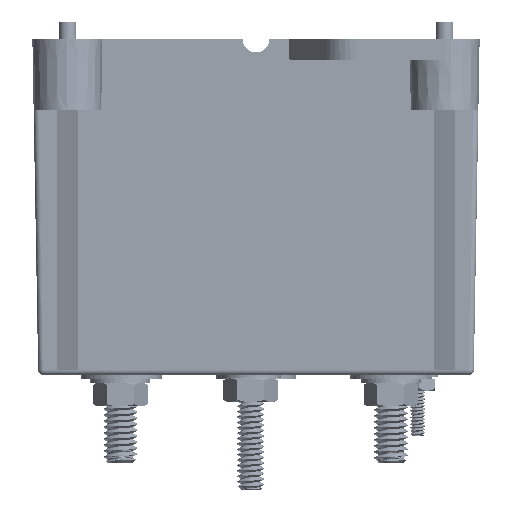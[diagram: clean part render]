
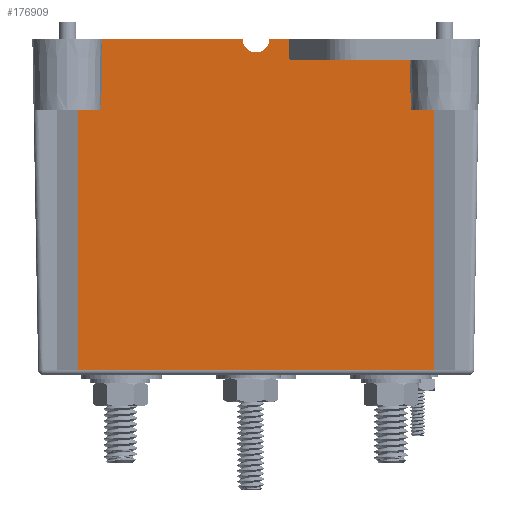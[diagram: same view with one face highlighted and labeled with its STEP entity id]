
A CAD part, left-side view. The second image highlights one B-rep face of the part: STEP entity #176909.
In plain terms, the highlighted planar face has unit normal (-1, 0, -0.018).
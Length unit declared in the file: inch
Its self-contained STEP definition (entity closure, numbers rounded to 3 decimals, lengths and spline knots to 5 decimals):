
#6083 = CARTESIAN_POINT ( 'NONE',  ( -2.9747, -0.33864, 0.02258 ) ) ;
#10668 = ORIENTED_EDGE ( 'NONE', *, *, #174434, .F. ) ;
#17246 = VECTOR ( 'NONE', #279638, 39.37008 ) ;
#17570 = AXIS2_PLACEMENT_3D ( 'NONE', #232007, #74783, #138753 ) ;
#18569 = DIRECTION ( 'NONE',  ( 0.017, 0.017, -1. ) ) ;
#19251 = LINE ( 'NONE', #200590, #55251 ) ;
#20533 = CARTESIAN_POINT ( 'NONE',  ( -2.97516, -2.02, 0.04913 ) ) ;
#20607 = CARTESIAN_POINT ( 'NONE',  ( -2.97537, -1.47771, 0.06103 ) ) ;
#22800 = VECTOR ( 'NONE', #201787, 39.37008 ) ;
#23395 = EDGE_CURVE ( 'NONE', #137656, #167595, #230502, .T. ) ;
#25487 = LINE ( 'NONE', #261790, #154364 ) ;
#32277 = LINE ( 'NONE', #235426, #161160 ) ;
#32818 = CARTESIAN_POINT ( 'NONE',  ( -3.01721, 1.65, 2.458 ) ) ;
#38038 = CARTESIAN_POINT ( 'NONE',  ( -3.0287, 1.42439, 3.116 ) ) ;
#38357 = DIRECTION ( 'NONE',  ( 0., 1., 0. ) ) ;
#48731 = ORIENTED_EDGE ( 'NONE', *, *, #222075, .F. ) ;
#49807 = VERTEX_POINT ( 'NONE', #226523 ) ;
#54046 = VECTOR ( 'NONE', #253318, 39.37008 ) ;
#54101 = ORIENTED_EDGE ( 'NONE', *, *, #238356, .F. ) ;
#54563 = VERTEX_POINT ( 'NONE', #226913 ) ;
#55251 = VECTOR ( 'NONE', #128468, 39.37008 ) ;
#56973 = CARTESIAN_POINT ( 'NONE',  ( -3.02657, -0.07163, 2.99444 ) ) ;
#65216 = VECTOR ( 'NONE', #111529, 39.37008 ) ;
#66361 = LINE ( 'NONE', #125762, #87809 ) ;
#69099 = ORIENTED_EDGE ( 'NONE', *, *, #23395, .F. ) ;
#74443 = ORIENTED_EDGE ( 'NONE', *, *, #131693, .T. ) ;
#74783 = DIRECTION ( 'NONE',  ( -1., 0., -0.017 ) ) ;
#77653 = DIRECTION ( 'NONE',  ( 0., -1., 0. ) ) ;
#82600 = ORIENTED_EDGE ( 'NONE', *, *, #171303, .T. ) ;
#85279 = ORIENTED_EDGE ( 'NONE', *, *, #230201, .F. ) ;
#85422 = ORIENTED_EDGE ( 'NONE', *, *, #121909, .F. ) ;
#87445 = CARTESIAN_POINT ( 'NONE',  ( -3.02535, -0.31086, 2.924 ) ) ;
#87809 = VECTOR ( 'NONE', #193026, 39.37008 ) ;
#90408 = EDGE_CURVE ( 'NONE', #91075, #200660, #19251, .T. ) ;
#91075 = VERTEX_POINT ( 'NONE', #247477 ) ;
#98146 = DIRECTION ( 'NONE',  ( 0., -1., 0. ) ) ;
#100247 = EDGE_CURVE ( 'NONE', #152382, #175294, #102594, .T. ) ;
#100424 = VECTOR ( 'NONE', #18569, 39.37008 ) ;
#102309 = VERTEX_POINT ( 'NONE', #87445 ) ;
#102594 =( BOUNDED_CURVE ( )  B_SPLINE_CURVE ( 3, ( #167051, #192112, #56973, #146915 ),
 .UNSPECIFIED., .F., .F. ) 
 B_SPLINE_CURVE_WITH_KNOTS ( ( 4, 4 ),
 ( 4.73994, 6.28319 ),
 .UNSPECIFIED. ) 
 CURVE ( )  GEOMETRIC_REPRESENTATION_ITEM ( )  RATIONAL_B_SPLINE_CURVE ( ( 1., 0.811, 0.811, 1. ) ) 
 REPRESENTATION_ITEM ( '' )  );
#103067 = ORIENTED_EDGE ( 'NONE', *, *, #191054, .F. ) ;
#111529 = DIRECTION ( 'NONE',  ( 0., -1., 0. ) ) ;
#114521 = VECTOR ( 'NONE', #77653, 39.37008 ) ;
#117419 = CARTESIAN_POINT ( 'NONE',  ( -3.02657, 0.07163, 2.99444 ) ) ;
#119413 = LINE ( 'NONE', #260128, #259282 ) ;
#121909 = EDGE_CURVE ( 'NONE', #54563, #184713, #119413, .T. ) ;
#122654 = VERTEX_POINT ( 'NONE', #289862 ) ;
#125762 = CARTESIAN_POINT ( 'NONE',  ( -3.01721, 2.02, 2.458 ) ) ;
#127504 = CARTESIAN_POINT ( 'NONE',  ( -3.0287, -2.02, 3.116 ) ) ;
#128468 = DIRECTION ( 'NONE',  ( -0.017, 0., 1. ) ) ;
#128782 = CARTESIAN_POINT ( 'NONE',  ( -3.01721, -1.43588, 2.458 ) ) ;
#131584 = CARTESIAN_POINT ( 'NONE',  ( -2.97414, 1.47894, -0.00944 ) ) ;
#131693 = EDGE_CURVE ( 'NONE', #264963, #184713, #25487, .T. ) ;
#137656 = VERTEX_POINT ( 'NONE', #198123 ) ;
#138753 = DIRECTION ( 'NONE',  ( -0.017, 0., 1. ) ) ;
#146915 = CARTESIAN_POINT ( 'NONE',  ( -3.02657, 0., 2.99444 ) ) ;
#152382 = VERTEX_POINT ( 'NONE', #165247 ) ;
#153857 = LINE ( 'NONE', #127504, #114521 ) ;
#154364 = VECTOR ( 'NONE', #38357, 39.37008 ) ;
#156439 = CARTESIAN_POINT ( 'NONE',  ( -3.01721, 1.43588, 2.458 ) ) ;
#161160 = VECTOR ( 'NONE', #98146, 39.37008 ) ;
#161302 = LINE ( 'NONE', #208238, #54046 ) ;
#165247 = CARTESIAN_POINT ( 'NONE',  ( -3.0287, -0.12495, 3.116 ) ) ;
#165487 = VERTEX_POINT ( 'NONE', #38038 ) ;
#167051 = CARTESIAN_POINT ( 'NONE',  ( -3.0287, -0.12495, 3.116 ) ) ;
#167595 = VERTEX_POINT ( 'NONE', #128782 ) ;
#171303 = EDGE_CURVE ( 'NONE', #175294, #49807, #246143, .T. ) ;
#174434 = EDGE_CURVE ( 'NONE', #152382, #122654, #32277, .T. ) ;
#175294 = VERTEX_POINT ( 'NONE', #206017 ) ;
#176909 = ADVANCED_FACE ( 'NONE', ( #182380 ), #209014, .T. ) ;
#182380 = FACE_OUTER_BOUND ( 'NONE', #290765, .T. ) ;
#183122 = ORIENTED_EDGE ( 'NONE', *, *, #90408, .T. ) ;
#184713 = VERTEX_POINT ( 'NONE', #32818 ) ;
#187960 = DIRECTION ( 'NONE',  ( -0.017, 0., 1. ) ) ;
#188163 = ORIENTED_EDGE ( 'NONE', *, *, #227183, .T. ) ;
#190394 = LINE ( 'NONE', #20533, #65216 ) ;
#191054 = EDGE_CURVE ( 'NONE', #102309, #137656, #161302, .T. ) ;
#192112 = CARTESIAN_POINT ( 'NONE',  ( -3.02745, -0.12298, 3.04439 ) ) ;
#193026 = DIRECTION ( 'NONE',  ( 0., -1., 0. ) ) ;
#198123 = CARTESIAN_POINT ( 'NONE',  ( -3.02535, -1.42774, 2.924 ) ) ;
#200590 = CARTESIAN_POINT ( 'NONE',  ( -2.97516, -1.65, 0.04913 ) ) ;
#200660 = VERTEX_POINT ( 'NONE', #214617 ) ;
#201787 = DIRECTION ( 'NONE',  ( 0.017, -0.017, -1. ) ) ;
#206017 = CARTESIAN_POINT ( 'NONE',  ( -3.02657, 0., 2.99444 ) ) ;
#208238 = CARTESIAN_POINT ( 'NONE',  ( -3.02535, 2.02, 2.924 ) ) ;
#209014 = PLANE ( 'NONE',  #17570 ) ;
#214397 = LINE ( 'NONE', #6083, #17246 ) ;
#214617 = CARTESIAN_POINT ( 'NONE',  ( -3.01721, -1.65, 2.458 ) ) ;
#222075 = EDGE_CURVE ( 'NONE', #165487, #49807, #153857, .T. ) ;
#226523 = CARTESIAN_POINT ( 'NONE',  ( -3.0287, 0.12495, 3.116 ) ) ;
#226913 = CARTESIAN_POINT ( 'NONE',  ( -2.97516, 1.65, 0.04913 ) ) ;
#227183 = EDGE_CURVE ( 'NONE', #54563, #91075, #190394, .T. ) ;
#230201 = EDGE_CURVE ( 'NONE', #167595, #200660, #66361, .T. ) ;
#230502 = LINE ( 'NONE', #20607, #22800 ) ;
#232007 = CARTESIAN_POINT ( 'NONE',  ( -2.97431, 2.02, 0. ) ) ;
#232681 = CARTESIAN_POINT ( 'NONE',  ( -3.02745, 0.12298, 3.04439 ) ) ;
#235426 = CARTESIAN_POINT ( 'NONE',  ( -3.0287, -2.02, 3.116 ) ) ;
#238356 = EDGE_CURVE ( 'NONE', #122654, #102309, #214397, .T. ) ;
#246143 =( BOUNDED_CURVE ( )  B_SPLINE_CURVE ( 3, ( #254738, #117419, #232681, #256750 ),
 .UNSPECIFIED., .F., .F. ) 
 B_SPLINE_CURVE_WITH_KNOTS ( ( 4, 4 ),
 ( 0., 1.54325 ),
 .UNSPECIFIED. ) 
 CURVE ( )  GEOMETRIC_REPRESENTATION_ITEM ( )  RATIONAL_B_SPLINE_CURVE ( ( 1., 0.811, 0.811, 1. ) ) 
 REPRESENTATION_ITEM ( '' )  );
#247477 = CARTESIAN_POINT ( 'NONE',  ( -2.97516, -1.65, 0.04913 ) ) ;
#253318 = DIRECTION ( 'NONE',  ( 0., -1., 0. ) ) ;
#254506 = LINE ( 'NONE', #131584, #100424 ) ;
#254738 = CARTESIAN_POINT ( 'NONE',  ( -3.02657, 0., 2.99444 ) ) ;
#256750 = CARTESIAN_POINT ( 'NONE',  ( -3.0287, 0.12495, 3.116 ) ) ;
#258155 = EDGE_CURVE ( 'NONE', #165487, #264963, #254506, .T. ) ;
#259282 = VECTOR ( 'NONE', #187960, 39.37008 ) ;
#260128 = CARTESIAN_POINT ( 'NONE',  ( -2.97516, 1.65, 0.04913 ) ) ;
#261790 = CARTESIAN_POINT ( 'NONE',  ( -3.01721, 2.02, 2.458 ) ) ;
#264963 = VERTEX_POINT ( 'NONE', #156439 ) ;
#276560 = ORIENTED_EDGE ( 'NONE', *, *, #100247, .T. ) ;
#279638 = DIRECTION ( 'NONE',  ( 0.017, -0.01, -1. ) ) ;
#289862 = CARTESIAN_POINT ( 'NONE',  ( -3.0287, -0.30902, 3.116 ) ) ;
#290765 = EDGE_LOOP ( 'NONE', ( #10668, #276560, #82600, #48731, #296510, #74443, #85422, #188163, #183122, #85279, #69099, #103067, #54101 ) ) ;
#296510 = ORIENTED_EDGE ( 'NONE', *, *, #258155, .T. ) ;
